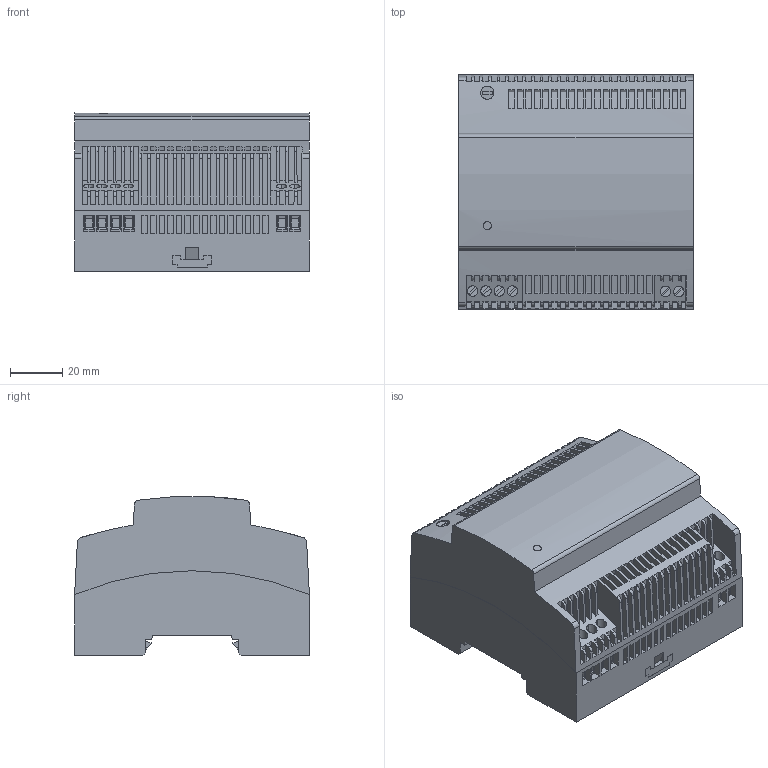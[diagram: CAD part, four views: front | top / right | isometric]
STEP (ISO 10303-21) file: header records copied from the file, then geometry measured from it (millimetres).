
FILE_DESCRIPTION(('Creo Elements/Direct Modeling STEP Export'),'2;1');
FILE_NAME('model.stp','2018-03-19T17:50:26',(''),(''),'Creo Elements/Direct Modeling STEP processor for AP214 (Solid Model)','Creo Elements/Direct Modeling 18.1I 14-Aug-2016 (C) Parametric Technology GmbH','');
FILE_SCHEMA(('AUTOMOTIVE_DESIGN { 1 0 10303 214 1 1 1 1 }'));
Length unit declared in the file: millimetre
Products named in the file (2): STEP_PS_277AC_24DC_3.5-select
Assembly tree (1 placements, depth 2):
  STEP_PS_277AC_24DC_3.5-select
    STEP_PS_277AC_24DC_3.5-select
Bounding box: 90 x 90 x 60.83 mm (x, y, z)
Volume: 395522.5 mm3; surface area: 46933.2 mm2
Topology: 1 solids, 1 shells, 952 faces, 2528 edges, 1672 vertices
Faces by surface type: plane 823, cylinder 85, extrusion 44
Entity records: 37449 total; most frequent: CARTESIAN_POINT 6193, ORIENTED_EDGE 5056, DIRECTION 4493, EDGE_CURVE 2528, VECTOR 2113, LINE 2068, VERTEX_POINT 1672, AXIS2_PLACEMENT_3D 1190
